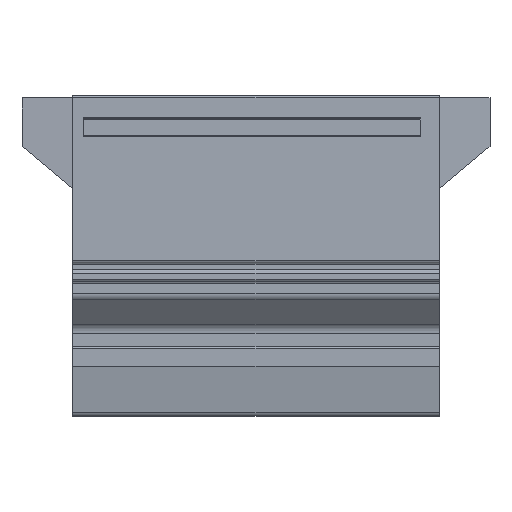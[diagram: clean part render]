
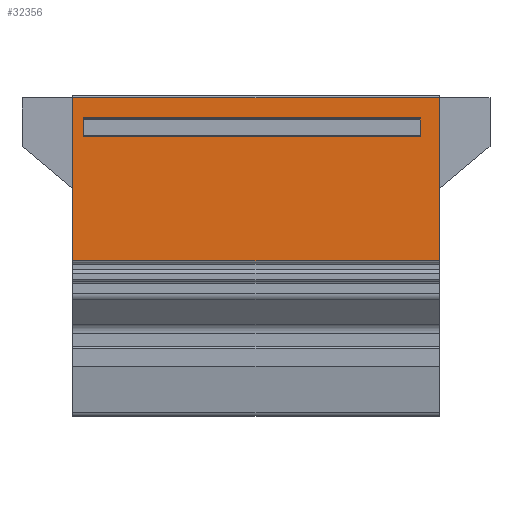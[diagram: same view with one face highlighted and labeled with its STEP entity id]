
A CAD part, left-side view. The second image highlights one B-rep face of the part: STEP entity #32356.
In plain terms, the highlighted planar face has unit normal (-1, 0, 0).
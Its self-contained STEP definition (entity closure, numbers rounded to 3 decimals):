
#1522=ORIENTED_EDGE('',*,*,#8610,.T.);
#1523=ORIENTED_EDGE('',*,*,#8611,.T.);
#1524=ORIENTED_EDGE('',*,*,#8612,.F.);
#1525=ORIENTED_EDGE('',*,*,#8608,.F.);
#1526=ORIENTED_EDGE('',*,*,#8400,.T.);
#1527=ORIENTED_EDGE('',*,*,#8613,.T.);
#1528=ORIENTED_EDGE('',*,*,#8614,.F.);
#1529=ORIENTED_EDGE('',*,*,#8615,.T.);
#8400=EDGE_CURVE('',#11958,#11959,#14298,.T.);
#8608=EDGE_CURVE('',#12138,#12139,#14457,.T.);
#8610=EDGE_CURVE('',#12138,#12140,#14458,.T.);
#8611=EDGE_CURVE('',#12140,#12141,#14459,.F.);
#8612=EDGE_CURVE('',#12139,#12141,#14460,.T.);
#8613=EDGE_CURVE('',#11959,#12142,#14461,.F.);
#8614=EDGE_CURVE('',#12143,#12142,#14462,.T.);
#8615=EDGE_CURVE('',#12143,#11958,#14463,.F.);
#11958=VERTEX_POINT('',#40594);
#11959=VERTEX_POINT('',#40595);
#12138=VERTEX_POINT('',#41014);
#12139=VERTEX_POINT('',#41016);
#12140=VERTEX_POINT('',#41020);
#12141=VERTEX_POINT('',#41022);
#12142=VERTEX_POINT('',#41025);
#12143=VERTEX_POINT('',#41027);
#14298=LINE('',#40593,#16983);
#14457=LINE('',#41015,#17142);
#14458=LINE('',#41019,#17143);
#14459=LINE('',#41021,#17144);
#14460=LINE('',#41023,#17145);
#14461=LINE('',#41024,#17146);
#14462=LINE('',#41026,#17147);
#14463=LINE('',#41028,#17148);
#16983=VECTOR('',#35070,1000.);
#17142=VECTOR('',#35393,1000.);
#17143=VECTOR('',#35398,1000.);
#17144=VECTOR('',#35399,1000.);
#17145=VECTOR('',#35400,1000.);
#17146=VECTOR('',#35401,1000.);
#17147=VECTOR('',#35402,1000.);
#17148=VECTOR('',#35403,1000.);
#19713=EDGE_LOOP('',(#1522,#1523,#1524,#1525));
#19714=EDGE_LOOP('',(#1526,#1527,#1528,#1529));
#21055=FACE_BOUND('',#19713,.T.);
#21056=FACE_BOUND('',#19714,.T.);
#22369=PLANE('',#33724);
#32356=ADVANCED_FACE('',(#21055,#21056),#22369,.T.);
#33724=AXIS2_PLACEMENT_3D('',#41018,#35396,#35397);
#35070=DIRECTION('',(0.,0.,-1.));
#35393=DIRECTION('',(0.,-1.,0.));
#35396=DIRECTION('',(-1.,0.,0.));
#35397=DIRECTION('',(0.,0.,1.));
#35398=DIRECTION('',(0.,0.,-1.));
#35399=DIRECTION('',(0.,1.,0.));
#35400=DIRECTION('',(0.,0.,-1.));
#35401=DIRECTION('',(0.,-1.,0.));
#35402=DIRECTION('',(0.,0.,-1.));
#35403=DIRECTION('',(0.,1.,0.));
#40593=CARTESIAN_POINT('',(-9.4,-30.,40.75));
#40594=CARTESIAN_POINT('',(-9.4,-30.,38.372));
#40595=CARTESIAN_POINT('',(-9.4,-30.,36.155));
#41014=CARTESIAN_POINT('',(-9.4,11.25,40.75));
#41015=CARTESIAN_POINT('',(-9.4,-25.,40.75));
#41016=CARTESIAN_POINT('',(-9.4,-32.25,40.75));
#41018=CARTESIAN_POINT('',(-9.4,-25.,41.));
#41019=CARTESIAN_POINT('',(-9.4,11.25,40.75));
#41020=CARTESIAN_POINT('',(-9.4,11.25,21.45));
#41021=CARTESIAN_POINT('',(-9.4,-30.,21.45));
#41022=CARTESIAN_POINT('',(-9.4,-32.25,21.45));
#41023=CARTESIAN_POINT('',(-9.4,-32.25,40.75));
#41024=CARTESIAN_POINT('',(-9.4,5.,36.155));
#41025=CARTESIAN_POINT('',(-9.4,10.,36.155));
#41026=CARTESIAN_POINT('',(-9.4,10.,40.75));
#41027=CARTESIAN_POINT('',(-9.4,10.,38.372));
#41028=CARTESIAN_POINT('',(-9.4,0.,38.372));
